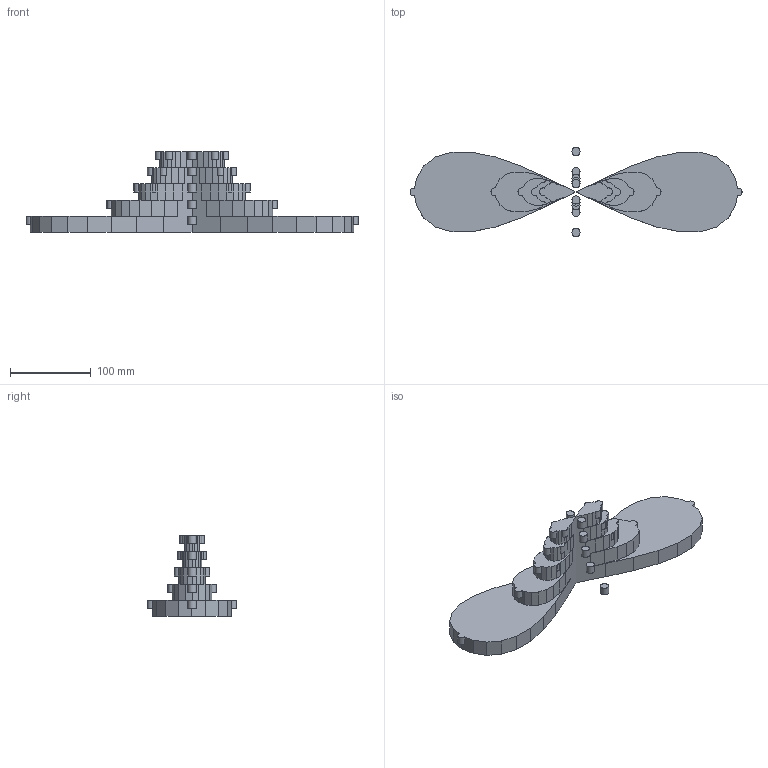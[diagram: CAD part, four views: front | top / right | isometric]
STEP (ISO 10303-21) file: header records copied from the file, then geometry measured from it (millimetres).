
FILE_DESCRIPTION(('Open CASCADE Model'),'2;1');
FILE_NAME('Open CASCADE Shape Model','2024-05-31T21:57:27',('Author'),( 'Open CASCADE'),'Open CASCADE STEP processor 7.7','Open CASCADE 7.7' ,'Unknown');
FILE_SCHEMA(('AUTOMOTIVE_DESIGN { 1 0 10303 214 1 1 1 1 }'));
Length unit declared in the file: millimetre
Products named in the file (13): Open CASCADE STEP translator 7.7 19; Open CASCADE STEP translator 7.7 19.1; Open CASCADE STEP translator 7.7 19.2; Open CASCADE STEP translator 7.7 19.3; Open CASCADE STEP translator 7.7 19.4; Open CASCADE STEP translator 7.7 19.5; Open CASCADE STEP translator 7.7 19.6; Open CASCADE STEP translator 7.7 19.7; Open CASCADE STEP translator 7.7 19.8; Open CASCADE STEP translator 7.7 19.9; Open CASCADE STEP translator 7.7 19.10; Open CASCADE STEP translator 7.7 19.11; Open CASCADE STEP translator 7.7 19.12
Assembly tree (12 placements, depth 2):
  Open CASCADE STEP translator 7.7 19
    Open CASCADE STEP translator 7.7 19.1
    Open CASCADE STEP translator 7.7 19.2
    Open CASCADE STEP translator 7.7 19.3
    Open CASCADE STEP translator 7.7 19.4
    Open CASCADE STEP translator 7.7 19.5
    Open CASCADE STEP translator 7.7 19.6
    Open CASCADE STEP translator 7.7 19.7
    Open CASCADE STEP translator 7.7 19.8
    Open CASCADE STEP translator 7.7 19.9
    Open CASCADE STEP translator 7.7 19.10
    Open CASCADE STEP translator 7.7 19.11
    Open CASCADE STEP translator 7.7 19.12
Bounding box: 410 x 110 x 100 mm (x, y, z)
Volume: 783842.7 mm3; surface area: 102646 mm2
Topology: 12 solids, 12 shells, 250 faces, 678 edges, 452 vertices
Faces by surface type: plane 218, cylinder 32
Full cylindrical faces by diameter (mm): 10 x10
Entity records: 16623 total; most frequent: CARTESIAN_POINT 3027, DIRECTION 2411, LINE 1706, VECTOR 1706, ORIENTED_EDGE 1356, PCURVE 1356, DEFINITIONAL_REPRESENTATION 1356, EDGE_CURVE 678
